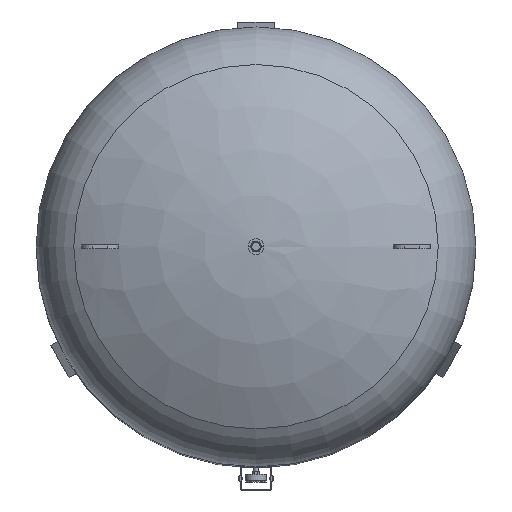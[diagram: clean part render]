
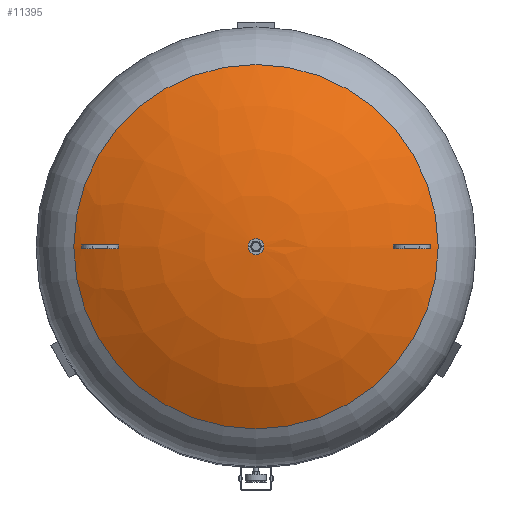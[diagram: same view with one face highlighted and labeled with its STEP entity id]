
A CAD part, top view. The second image highlights one B-rep face of the part: STEP entity #11395.
In plain terms, the highlighted free-form (B-spline) face has degree [2, 2] with [3, 9] control points.
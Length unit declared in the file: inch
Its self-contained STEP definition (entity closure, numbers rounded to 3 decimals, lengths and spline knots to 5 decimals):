
#19=(
BOUNDED_SURFACE()
B_SPLINE_SURFACE(2,2,((#20572,#20573,#20574,#20575,#20576,#20577,#20578,
#20579,#20580),(#20581,#20582,#20583,#20584,#20585,#20586,#20587,#20588,
#20589),(#20590,#20591,#20592,#20593,#20594,#20595,#20596,#20597,#20598)),
 .UNSPECIFIED.,.F.,.T.,.F.)
B_SPLINE_SURFACE_WITH_KNOTS((3,3),(3,2,2,2,3),(-1.56118,-1.06739),
(-3.14159,-1.5708,0.,1.5708,3.14159),
 .UNSPECIFIED.)
GEOMETRIC_REPRESENTATION_ITEM()
RATIONAL_B_SPLINE_SURFACE(((1.,0.707,1.,0.707,1.,
0.707,1.,0.707,1.),(0.97,0.686,
0.97,0.686,0.97,0.686,
0.97,0.686,0.97),(1.,0.707,
1.,0.707,1.,0.707,1.,0.707,1.)))
REPRESENTATION_ITEM('')
SURFACE()
);
#106=(
BOUNDED_CURVE()
B_SPLINE_CURVE(2,(#20604,#20605,#20606),.UNSPECIFIED.,.F.,.F.)
B_SPLINE_CURVE_WITH_KNOTS((3,3),(1.06739,1.0926),
 .UNSPECIFIED.)
CURVE()
GEOMETRIC_REPRESENTATION_ITEM()
RATIONAL_B_SPLINE_CURVE((1.,0.998,0.997))
REPRESENTATION_ITEM('')
);
#107=(
BOUNDED_CURVE()
B_SPLINE_CURVE(2,(#20614,#20615,#20616),.UNSPECIFIED.,.F.,.F.)
B_SPLINE_CURVE_WITH_KNOTS((3,3),(1.20197,1.56118),
 .UNSPECIFIED.)
CURVE()
GEOMETRIC_REPRESENTATION_ITEM()
RATIONAL_B_SPLINE_CURVE((0.988,0.978,1.))
REPRESENTATION_ITEM('')
);
#2378=FACE_BOUND('',#3967,.T.);
#3025=FACE_OUTER_BOUND('',#3966,.T.);
#3966=EDGE_LOOP('',(#9638,#9639,#9640,#9641,#9642,#9643,#9644,#9645,#9646,
#9647,#9648,#9649,#9650,#9651));
#3967=EDGE_LOOP('',(#9652,#9653,#9654,#9655));
#4122=CIRCLE('',#11659,39.59488);
#4126=CIRCLE('',#11664,38.14599);
#4130=CIRCLE('',#11673,36.06013);
#4131=CIRCLE('',#11675,39.59488);
#4388=CIRCLE('',#12486,19.57342);
#4389=CIRCLE('',#12487,19.57342);
#4390=CIRCLE('',#12488,36.06013);
#4391=CIRCLE('',#12489,39.59488);
#4392=CIRCLE('',#12490,38.14599);
#4393=CIRCLE('',#12491,0.85307);
#4394=CIRCLE('',#12492,0.85307);
#4395=CIRCLE('',#12493,38.14599);
#4396=CIRCLE('',#12494,39.59488);
#4397=CIRCLE('',#12495,36.06013);
#4536=VERTEX_POINT('',#15875);
#4537=VERTEX_POINT('',#15876);
#4543=VERTEX_POINT('',#15890);
#4549=VERTEX_POINT('',#15911);
#5409=VERTEX_POINT('',#20599);
#5410=VERTEX_POINT('',#20600);
#5411=VERTEX_POINT('',#20603);
#5412=VERTEX_POINT('',#20607);
#5413=VERTEX_POINT('',#20609);
#5414=VERTEX_POINT('',#20611);
#5415=VERTEX_POINT('',#20613);
#5416=VERTEX_POINT('',#20617);
#5417=VERTEX_POINT('',#20620);
#5418=VERTEX_POINT('',#20622);
#5562=EDGE_CURVE('',#4536,#4537,#4122,.T.);
#5569=EDGE_CURVE('',#4543,#4536,#4126,.T.);
#5579=EDGE_CURVE('',#4537,#4549,#4130,.T.);
#5581=EDGE_CURVE('',#4549,#4543,#4131,.T.);
#6826=EDGE_CURVE('',#5409,#5410,#4388,.T.);
#6827=EDGE_CURVE('',#5410,#5409,#4389,.T.);
#6828=EDGE_CURVE('',#5410,#5411,#106,.T.);
#6829=EDGE_CURVE('',#5412,#5411,#4390,.T.);
#6830=EDGE_CURVE('',#5413,#5412,#4391,.T.);
#6831=EDGE_CURVE('',#5414,#5413,#4392,.T.);
#6832=EDGE_CURVE('',#5414,#5415,#107,.T.);
#6833=EDGE_CURVE('',#5415,#5416,#4393,.T.);
#6834=EDGE_CURVE('',#5416,#5415,#4394,.T.);
#6835=EDGE_CURVE('',#5417,#5414,#4395,.T.);
#6836=EDGE_CURVE('',#5418,#5417,#4396,.T.);
#6837=EDGE_CURVE('',#5411,#5418,#4397,.T.);
#9638=ORIENTED_EDGE('',*,*,#6826,.F.);
#9639=ORIENTED_EDGE('',*,*,#6827,.F.);
#9640=ORIENTED_EDGE('',*,*,#6828,.T.);
#9641=ORIENTED_EDGE('',*,*,#6829,.F.);
#9642=ORIENTED_EDGE('',*,*,#6830,.F.);
#9643=ORIENTED_EDGE('',*,*,#6831,.F.);
#9644=ORIENTED_EDGE('',*,*,#6832,.T.);
#9645=ORIENTED_EDGE('',*,*,#6833,.T.);
#9646=ORIENTED_EDGE('',*,*,#6834,.T.);
#9647=ORIENTED_EDGE('',*,*,#6832,.F.);
#9648=ORIENTED_EDGE('',*,*,#6835,.F.);
#9649=ORIENTED_EDGE('',*,*,#6836,.F.);
#9650=ORIENTED_EDGE('',*,*,#6837,.F.);
#9651=ORIENTED_EDGE('',*,*,#6828,.F.);
#9652=ORIENTED_EDGE('',*,*,#5569,.T.);
#9653=ORIENTED_EDGE('',*,*,#5562,.T.);
#9654=ORIENTED_EDGE('',*,*,#5579,.T.);
#9655=ORIENTED_EDGE('',*,*,#5581,.T.);
#11395=ADVANCED_FACE('',(#3025,#2378),#19,.F.);
#11659=AXIS2_PLACEMENT_3D('',#15877,#12989,#12990);
#11664=AXIS2_PLACEMENT_3D('',#15891,#13002,#13003);
#11673=AXIS2_PLACEMENT_3D('',#15912,#13026,#13027);
#11675=AXIS2_PLACEMENT_3D('',#15915,#13031,#13032);
#12486=AXIS2_PLACEMENT_3D('',#20601,#15423,#15424);
#12487=AXIS2_PLACEMENT_3D('',#20602,#15425,#15426);
#12488=AXIS2_PLACEMENT_3D('',#20608,#15427,#15428);
#12489=AXIS2_PLACEMENT_3D('',#20610,#15429,#15430);
#12490=AXIS2_PLACEMENT_3D('',#20612,#15431,#15432);
#12491=AXIS2_PLACEMENT_3D('',#20618,#15433,#15434);
#12492=AXIS2_PLACEMENT_3D('',#20619,#15435,#15436);
#12493=AXIS2_PLACEMENT_3D('',#20621,#15437,#15438);
#12494=AXIS2_PLACEMENT_3D('',#20623,#15439,#15440);
#12495=AXIS2_PLACEMENT_3D('',#20624,#15441,#15442);
#12989=DIRECTION('center_axis',(0.,-1.,0.));
#12990=DIRECTION('ref_axis',(-0.46,0.,0.888));
#13002=DIRECTION('center_axis',(1.,0.,0.));
#13003=DIRECTION('ref_axis',(0.,-0.005,1.));
#13026=DIRECTION('center_axis',(-1.,0.,0.));
#13027=DIRECTION('ref_axis',(0.,0.005,1.));
#13031=DIRECTION('center_axis',(0.,1.,0.));
#13032=DIRECTION('ref_axis',(-0.361,0.,0.933));
#15423=DIRECTION('center_axis',(0.,0.,-1.));
#15424=DIRECTION('ref_axis',(-1.,0.,0.));
#15425=DIRECTION('center_axis',(0.,0.,-1.));
#15426=DIRECTION('ref_axis',(-1.,0.,0.));
#15427=DIRECTION('center_axis',(-1.,0.,0.));
#15428=DIRECTION('ref_axis',(0.,0.005,1.));
#15429=DIRECTION('center_axis',(0.,1.,0.));
#15430=DIRECTION('ref_axis',(0.46,0.,0.888));
#15431=DIRECTION('center_axis',(1.,0.,0.));
#15432=DIRECTION('ref_axis',(0.,-0.005,1.));
#15433=DIRECTION('center_axis',(0.,0.,-1.));
#15434=DIRECTION('ref_axis',(-1.,0.,0.));
#15435=DIRECTION('center_axis',(0.,0.,-1.));
#15436=DIRECTION('ref_axis',(-1.,0.,0.));
#15437=DIRECTION('center_axis',(1.,0.,0.));
#15438=DIRECTION('ref_axis',(0.,-0.005,1.));
#15439=DIRECTION('center_axis',(0.,-1.,0.));
#15440=DIRECTION('ref_axis',(0.361,0.,0.933));
#15441=DIRECTION('center_axis',(-1.,0.,0.));
#15442=DIRECTION('ref_axis',(0.,0.005,1.));
#15875=CARTESIAN_POINT('',(-816.36689,-21.84795,-142.35532));
#15876=CARTESIAN_POINT('',(-820.30389,-21.84795,-144.13172));
#15877=CARTESIAN_POINT('Origin',(-802.07514,-21.84795,-179.28093));
#15890=CARTESIAN_POINT('',(-816.36689,-21.45425,-142.35532));
#15891=CARTESIAN_POINT('Origin',(-816.36689,-21.6511,-180.5008));
#15911=CARTESIAN_POINT('',(-820.30389,-21.45425,-144.13172));
#15912=CARTESIAN_POINT('Origin',(-820.30389,-21.6511,-180.19131));
#15915=CARTESIAN_POINT('Origin',(-802.07514,-21.45425,-179.28093));
#20572=CARTESIAN_POINT('Ctrl Pts',(-800.74995,-21.6511,-139.68743));
#20573=CARTESIAN_POINT('Ctrl Pts',(-800.74995,-22.50418,
-139.68743));
#20574=CARTESIAN_POINT('Ctrl Pts',(-801.60302,-22.50418,
-139.68743));
#20575=CARTESIAN_POINT('Ctrl Pts',(-802.4561,-22.50418,
-139.68743));
#20576=CARTESIAN_POINT('Ctrl Pts',(-802.4561,-21.6511,-139.68743));
#20577=CARTESIAN_POINT('Ctrl Pts',(-802.4561,-20.79803,
-139.68743));
#20578=CARTESIAN_POINT('Ctrl Pts',(-801.60302,-20.79803,
-139.68743));
#20579=CARTESIAN_POINT('Ctrl Pts',(-800.74995,-20.79803,
-139.68743));
#20580=CARTESIAN_POINT('Ctrl Pts',(-800.74995,-21.6511,-139.68743));
#20581=CARTESIAN_POINT('Ctrl Pts',(-790.77101,-21.6511,-139.78342));
#20582=CARTESIAN_POINT('Ctrl Pts',(-790.77101,-32.48312,
-139.78342));
#20583=CARTESIAN_POINT('Ctrl Pts',(-801.60302,-32.48312,
-139.78342));
#20584=CARTESIAN_POINT('Ctrl Pts',(-812.43504,-32.48312,
-139.78342));
#20585=CARTESIAN_POINT('Ctrl Pts',(-812.43504,-21.6511,-139.78342));
#20586=CARTESIAN_POINT('Ctrl Pts',(-812.43504,-10.81909,
-139.78342));
#20587=CARTESIAN_POINT('Ctrl Pts',(-801.60302,-10.81909,
-139.78342));
#20588=CARTESIAN_POINT('Ctrl Pts',(-790.77101,-10.81909,
-139.78342));
#20589=CARTESIAN_POINT('Ctrl Pts',(-790.77101,-21.6511,-139.78342));
#20590=CARTESIAN_POINT('Ctrl Pts',(-782.02961,-21.6511,-144.59761));
#20591=CARTESIAN_POINT('Ctrl Pts',(-782.02961,-41.22452,
-144.59761));
#20592=CARTESIAN_POINT('Ctrl Pts',(-801.60302,-41.22452,
-144.59761));
#20593=CARTESIAN_POINT('Ctrl Pts',(-821.17644,-41.22452,
-144.59761));
#20594=CARTESIAN_POINT('Ctrl Pts',(-821.17644,-21.6511,-144.59761));
#20595=CARTESIAN_POINT('Ctrl Pts',(-821.17644,-2.07769,
-144.59761));
#20596=CARTESIAN_POINT('Ctrl Pts',(-801.60302,-2.07769,
-144.59761));
#20597=CARTESIAN_POINT('Ctrl Pts',(-782.02961,-2.07769,
-144.59761));
#20598=CARTESIAN_POINT('Ctrl Pts',(-782.02961,-21.6511,-144.59761));
#20599=CARTESIAN_POINT('',(-821.17644,-21.6511,-144.59761));
#20600=CARTESIAN_POINT('',(-782.02961,-21.6511,-144.59761));
#20601=CARTESIAN_POINT('Origin',(-801.60302,-21.6511,-144.59761));
#20602=CARTESIAN_POINT('Origin',(-801.60302,-21.6511,-144.59761));
#20603=CARTESIAN_POINT('',(-782.90215,-21.6511,-144.13118));
#20604=CARTESIAN_POINT('Ctrl Pts',(-782.02961,-21.6511,-144.59761));
#20605=CARTESIAN_POINT('Ctrl Pts',(-782.46297,-21.6511,-144.35895));
#20606=CARTESIAN_POINT('Ctrl Pts',(-782.90215,-21.6511,-144.13118));
#20607=CARTESIAN_POINT('',(-782.90215,-21.84795,-144.13172));
#20608=CARTESIAN_POINT('Origin',(-782.90215,-21.6511,-180.19131));
#20609=CARTESIAN_POINT('',(-786.83916,-21.84795,-142.35532));
#20610=CARTESIAN_POINT('Origin',(-801.13091,-21.84795,-179.28093));
#20611=CARTESIAN_POINT('',(-786.83916,-21.6511,-142.35481));
#20612=CARTESIAN_POINT('Origin',(-786.83916,-21.6511,-180.5008));
#20613=CARTESIAN_POINT('',(-800.74995,-21.6511,-139.68743));
#20614=CARTESIAN_POINT('Ctrl Pts',(-786.83916,-21.6511,-142.35481));
#20615=CARTESIAN_POINT('Ctrl Pts',(-793.5521,-21.6511,-139.75667));
#20616=CARTESIAN_POINT('Ctrl Pts',(-800.74995,-21.6511,-139.68743));
#20617=CARTESIAN_POINT('',(-802.4561,-21.6511,-139.68743));
#20618=CARTESIAN_POINT('Origin',(-801.60302,-21.6511,-139.68743));
#20619=CARTESIAN_POINT('Origin',(-801.60302,-21.6511,-139.68743));
#20620=CARTESIAN_POINT('',(-786.83916,-21.45425,-142.35532));
#20621=CARTESIAN_POINT('Origin',(-786.83916,-21.6511,-180.5008));
#20622=CARTESIAN_POINT('',(-782.90215,-21.45425,-144.13172));
#20623=CARTESIAN_POINT('Origin',(-801.13091,-21.45425,-179.28093));
#20624=CARTESIAN_POINT('Origin',(-782.90215,-21.6511,-180.19131));
